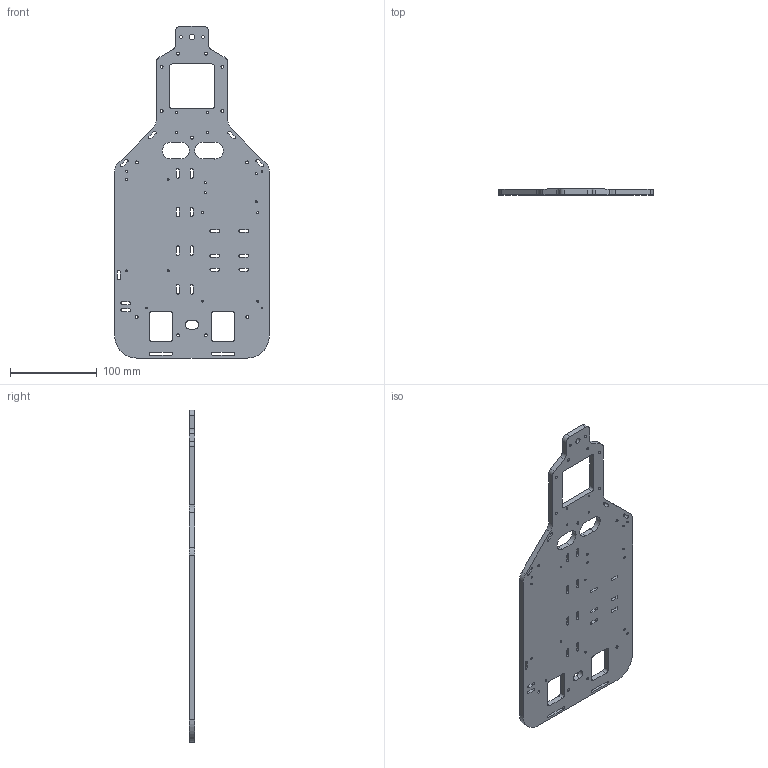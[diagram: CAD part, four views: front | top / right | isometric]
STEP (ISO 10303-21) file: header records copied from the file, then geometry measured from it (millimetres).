
FILE_DESCRIPTION (( 'STEP AP214' ), '1' );
FILE_NAME ('B1.STEP', '2016-04-08T17:28:46', ( '' ), ( '' ), 'SwSTEP 2.0', 'SolidWorks 2016', '' );
FILE_SCHEMA (( 'AUTOMOTIVE_DESIGN' ));
Length unit declared in the file: inch
Products named in the file (1): B1
Bounding box: 177.8 x 6.35 x 381.76 mm (x, y, z)
Volume: 293523.1 mm3; surface area: 109191.4 mm2
Topology: 1 solids, 1 shells, 243 faces, 723 edges, 482 vertices
Faces by surface type: cylinder 165, plane 78
Entity records: 8607 total; most frequent: DIRECTION 1541, CARTESIAN_POINT 1449, ORIENTED_EDGE 1446, EDGE_CURVE 723, AXIS2_PLACEMENT_3D 574, VERTEX_POINT 482, VECTOR 393, LINE 393
